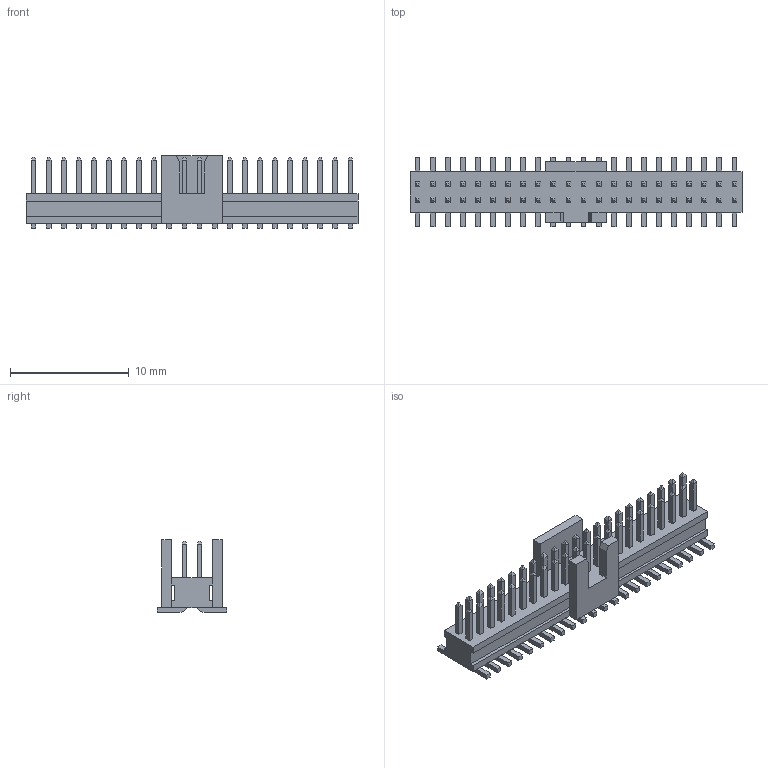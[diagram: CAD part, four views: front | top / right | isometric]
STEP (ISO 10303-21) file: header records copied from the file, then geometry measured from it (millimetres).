
FILE_DESCRIPTION(('FreeCAD Model'),'2;1');
FILE_NAME('Open CASCADE Shape Model','2025-02-16T20:01:15',(''),(''), 'Open CASCADE STEP processor 7.8','FreeCAD','Unknown');
FILE_SCHEMA(('AUTOMOTIVE_DESIGN { 1 0 10303 214 1 1 1 1 }'));
Length unit declared in the file: millimetre
Products named in the file (4): FTSH-122-01-L-DV-K; FTSH-122-01-L-DV-K_body; FTSH-122-01-L-DV-K_pins1; FTSH-122-01-L-DV-K_pins2
Assembly tree (3 placements, depth 2):
  FTSH-122-01-L-DV-K
    FTSH-122-01-L-DV-K_body
    FTSH-122-01-L-DV-K_pins1
    FTSH-122-01-L-DV-K_pins2
Bounding box: 27.94 x 5.84 x 6.12 mm (x, y, z)
Volume: 361.4 mm3; surface area: 1355.7 mm2
Topology: 3 solids, 3 shells, 926 faces, 2560 edges, 1644 vertices
Faces by surface type: plane 882, cylinder 44
Entity records: 28973 total; most frequent: CARTESIAN_POINT 5134, ORIENTED_EDGE 5120, DIRECTION 4508, EDGE_CURVE 2560, LINE 2472, VECTOR 2472, VERTEX_POINT 1644, AXIS2_PLACEMENT_3D 1018
